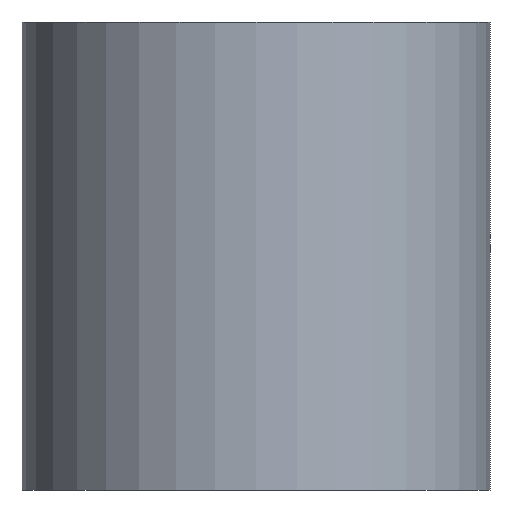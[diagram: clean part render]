
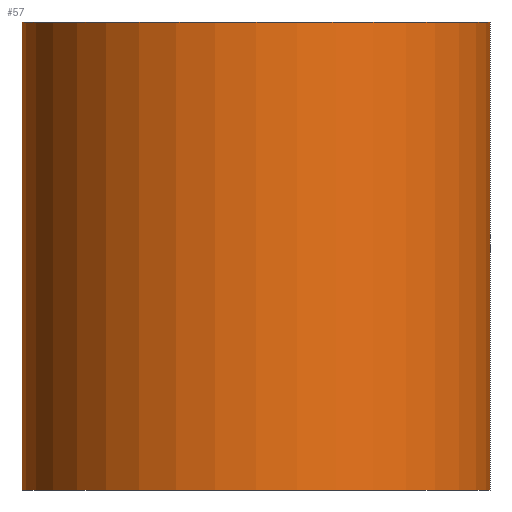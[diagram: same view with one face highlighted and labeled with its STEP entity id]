
A CAD part, front view. The second image highlights one B-rep face of the part: STEP entity #57.
In plain terms, the highlighted cylindrical face has radius 3.175 mm (diameter 6.35 mm), a full revolution.
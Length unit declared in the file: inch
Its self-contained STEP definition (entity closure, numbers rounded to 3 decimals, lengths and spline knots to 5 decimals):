
#19=FACE_BOUND('',#30,.T.);
#23=FACE_OUTER_BOUND('',#29,.T.);
#29=EDGE_LOOP('',(#49));
#30=EDGE_LOOP('',(#50));
#35=CIRCLE('',#65,0.125);
#36=CIRCLE('',#67,0.125);
#39=VERTEX_POINT('',#94);
#40=VERTEX_POINT('',#97);
#43=EDGE_CURVE('',#39,#39,#35,.T.);
#44=EDGE_CURVE('',#40,#40,#36,.T.);
#49=ORIENTED_EDGE('',*,*,#43,.F.);
#50=ORIENTED_EDGE('',*,*,#44,.F.);
#54=CYLINDRICAL_SURFACE('',#66,0.125);
#57=ADVANCED_FACE('',(#23,#19),#54,.T.);
#65=AXIS2_PLACEMENT_3D('',#95,#79,#80);
#66=AXIS2_PLACEMENT_3D('',#96,#81,#82);
#67=AXIS2_PLACEMENT_3D('',#98,#83,#84);
#79=DIRECTION('center_axis',(0.,0.,-1.));
#80=DIRECTION('ref_axis',(-1.,0.,0.));
#81=DIRECTION('center_axis',(0.,0.,1.));
#82=DIRECTION('ref_axis',(-1.,0.,0.));
#83=DIRECTION('center_axis',(0.,0.,1.));
#84=DIRECTION('ref_axis',(-1.,0.,0.));
#94=CARTESIAN_POINT('',(0.125,0.,-0.125));
#95=CARTESIAN_POINT('Origin',(0.,0.,-0.125));
#96=CARTESIAN_POINT('Origin',(0.,0.,0.));
#97=CARTESIAN_POINT('',(0.125,0.,0.125));
#98=CARTESIAN_POINT('Origin',(0.,0.,0.125));
